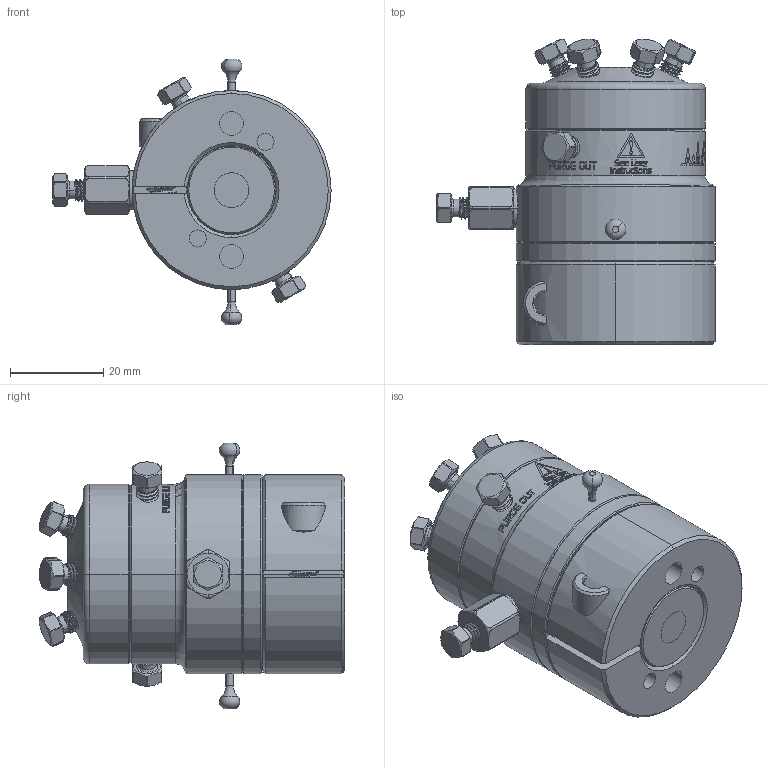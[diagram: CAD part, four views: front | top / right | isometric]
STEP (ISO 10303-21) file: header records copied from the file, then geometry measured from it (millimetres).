
FILE_DESCRIPTION (( 'STEP AP214' ), '1' );
FILE_NAME ('ELDV 6 Purge Small nut Blank.STEP', '2024-03-29T14:32:01', ( '' ), ( '' ), 'SwSTEP 2.0', 'SolidWorks 2022', '' );
FILE_SCHEMA (( 'AUTOMOTIVE_DESIGN' ));
Length unit declared in the file: inch
Products named in the file (1): ELDV 6 Purge Small nut Blank
Bounding box: 59.82 x 65.69 x 57.16 mm (x, y, z)
Volume: 77518.6 mm3; surface area: 15690.1 mm2
Topology: 1 solids, 1 shells, 1323 faces, 3635 edges, 2400 vertices
Faces by surface type: plane 579, bspline 370, cylinder 254, cone 80, torus 40
Entity records: 68873 total; most frequent: CARTESIAN_POINT 38457, ORIENTED_EDGE 7270, DIRECTION 4969, EDGE_CURVE 3635, VERTEX_POINT 2400, AXIS2_PLACEMENT_3D 1751, LINE 1467, VECTOR 1467
